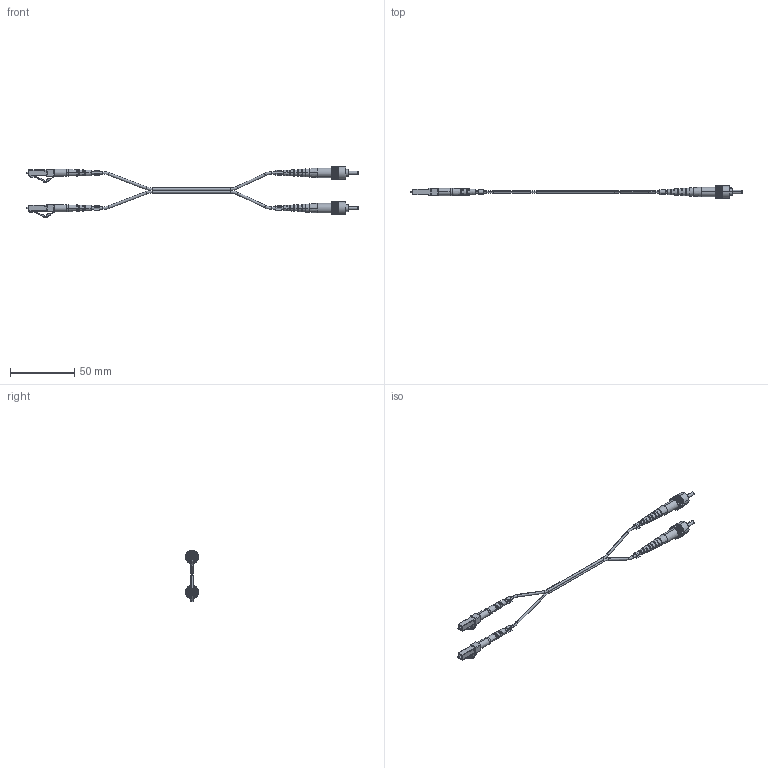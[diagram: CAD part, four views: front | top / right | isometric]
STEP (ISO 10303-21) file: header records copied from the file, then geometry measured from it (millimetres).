
FILE_DESCRIPTION (( 'STEP AP214' ), '1' );
FILE_NAME ('FCA-LCST-DPM4Z.step', '2021-09-01T12:43:21', ( '' ), ( '' ), 'SwSTEP 2.0', 'SolidWorks 2021', '' );
FILE_SCHEMA (( 'AUTOMOTIVE_DESIGN' ));
Length unit declared in the file: inch
Products named in the file (11): 1AF05-007-MA2; 1AF05-007-MA3; LBL-C3P-A; 1AF02-003-MA1; FCA-FCFC-DPS1Z-ma1_VIOLET; LBL-C3P-B; 1AF05-007-MA1; 1AF05-007; FCA-LCST-DPM4Z; 1AF02-003; 1AF02-003-MA2
Assembly tree (14 placements, depth 3):
  FCA-LCST-DPM4Z
    FCA-FCFC-DPS1Z-ma1_VIOLET
    1AF02-003  x2
      1AF02-003-MA1
      1AF02-003-MA2
    1AF05-007  x2
      1AF05-007-MA1
      1AF05-007-MA3
      1AF05-007-MA2
    LBL-C3P-A  x2
    LBL-C3P-B  x2
Bounding box: 257.56 x 10.3 x 40.03 mm (x, y, z)
Volume: 5782.8 mm3; surface area: 11572.5 mm2
Topology: 18 solids, 18 shells, 974 faces, 2636 edges, 1652 vertices
Faces by surface type: plane 530, cylinder 288, torus 56, sphere 44, cone 36, bspline 20
Entity records: 19193 total; most frequent: CARTESIAN_POINT 3928, DIRECTION 2669, ORIENTED_EDGE 2668, EDGE_CURVE 1334, AXIS2_PLACEMENT_3D 968, VERTEX_POINT 846, VECTOR 733, LINE 733
